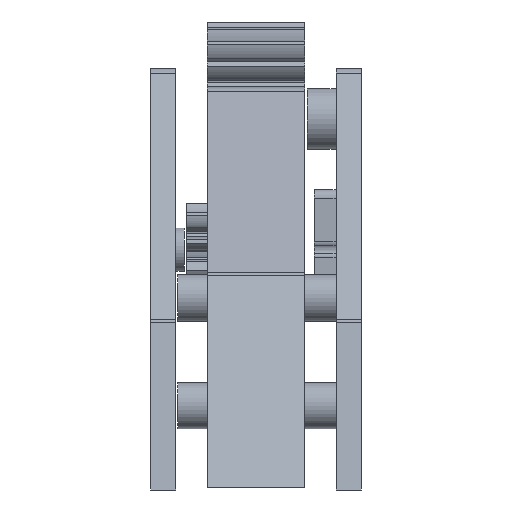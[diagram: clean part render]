
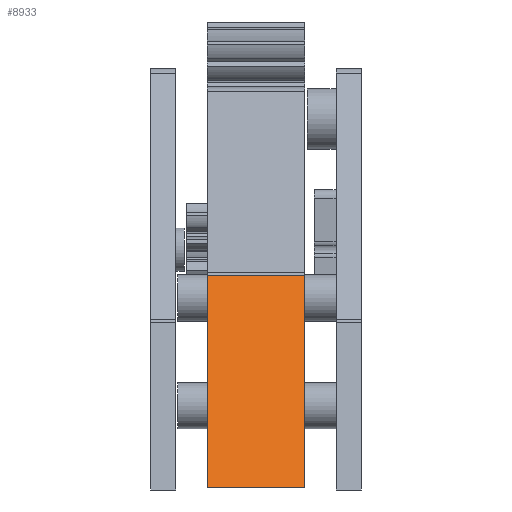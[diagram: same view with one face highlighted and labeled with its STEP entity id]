
A CAD part, front view. The second image highlights one B-rep face of the part: STEP entity #8933.
In plain terms, the highlighted face is planar.
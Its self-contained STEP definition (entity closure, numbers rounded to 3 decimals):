
#222=PLANE('',#9541);
#421=FACE_OUTER_BOUND('',#908,.T.);
#908=EDGE_LOOP('',(#6047,#6048,#6049,#6050));
#1463=LINE('',#15626,#2268);
#1468=LINE('',#15648,#2273);
#1470=LINE('',#15652,#2275);
#1471=LINE('',#15653,#2276);
#2268=VECTOR('',#10611,10.);
#2273=VECTOR('',#10636,10.);
#2275=VECTOR('',#10640,10.);
#2276=VECTOR('',#10641,10.);
#3676=VERTEX_POINT('',#15623);
#3677=VERTEX_POINT('',#15625);
#3684=VERTEX_POINT('',#15646);
#3685=VERTEX_POINT('',#15651);
#4611=EDGE_CURVE('',#3676,#3677,#1463,.T.);
#4623=EDGE_CURVE('',#3684,#3676,#1468,.T.);
#4625=EDGE_CURVE('',#3684,#3685,#1470,.T.);
#4626=EDGE_CURVE('',#3677,#3685,#1471,.T.);
#6047=ORIENTED_EDGE('',*,*,#4623,.F.);
#6048=ORIENTED_EDGE('',*,*,#4625,.T.);
#6049=ORIENTED_EDGE('',*,*,#4626,.F.);
#6050=ORIENTED_EDGE('',*,*,#4611,.F.);
#8933=ADVANCED_FACE('',(#421),#222,.T.);
#9541=AXIS2_PLACEMENT_3D('',#15650,#10638,#10639);
#10611=DIRECTION('',(0.702,-0.712,0.));
#10636=DIRECTION('',(0.,0.,-1.));
#10638=DIRECTION('center_axis',(0.712,0.702,0.));
#10639=DIRECTION('ref_axis',(-0.702,0.712,0.));
#10640=DIRECTION('',(0.702,-0.712,0.));
#10641=DIRECTION('',(0.,0.,1.));
#15623=CARTESIAN_POINT('',(42.318,-18.597,0.));
#15625=CARTESIAN_POINT('',(67.121,-43.756,0.));
#15626=CARTESIAN_POINT('',(42.132,-18.408,0.));
#15646=CARTESIAN_POINT('',(42.318,-18.597,11.6));
#15648=CARTESIAN_POINT('',(42.318,-18.597,0.));
#15650=CARTESIAN_POINT('Origin',(67.121,-43.756,0.));
#15651=CARTESIAN_POINT('',(67.121,-43.756,11.6));
#15652=CARTESIAN_POINT('',(53.394,-29.831,11.6));
#15653=CARTESIAN_POINT('',(67.121,-43.756,0.));
